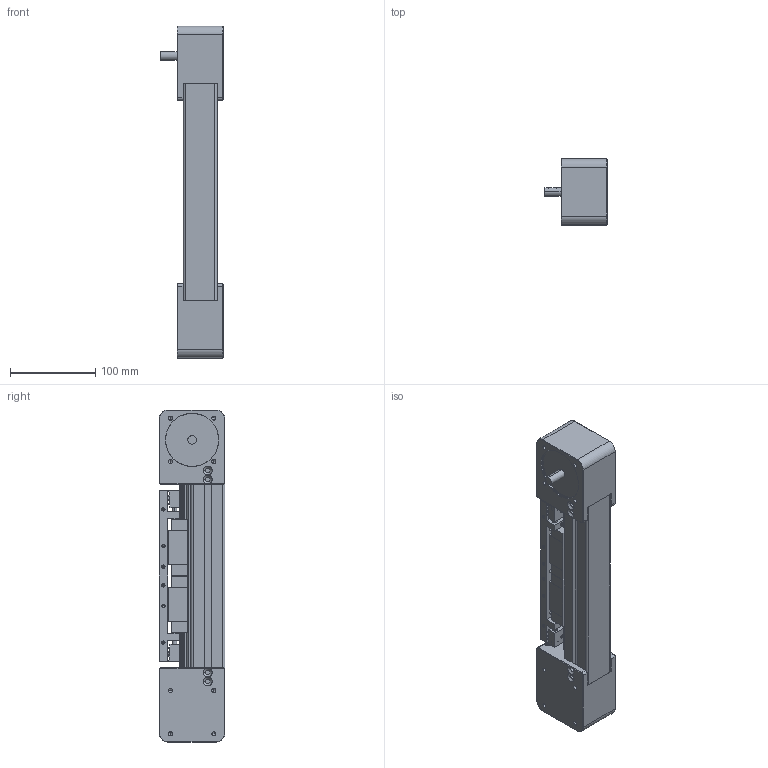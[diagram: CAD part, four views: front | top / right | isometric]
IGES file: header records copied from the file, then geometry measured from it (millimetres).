
Global section: file name: No Iges File Name specified; native system: Autodesk Inventor 2011; preprocessor: AutoDesk Inventor Iges Exporter R2011; author: user; date: 20101216.101834; units: millimetre
Bounding box: 73 x 77 x 389 mm (x, y, z)
Volume: 986454.6 mm3; surface area: 277911 mm2
Topology: 5 solids, 23 shells, 1266 faces, 3312 edges, 2086 vertices
Faces by surface type: plane 471, bspline 340, revolution 219, cylinder 132, cone 64, torus 40
